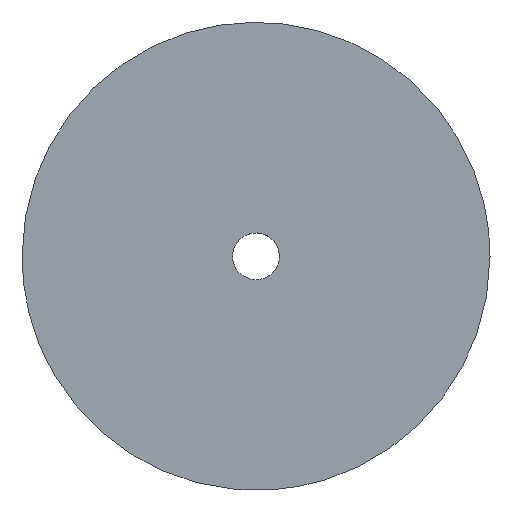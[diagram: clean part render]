
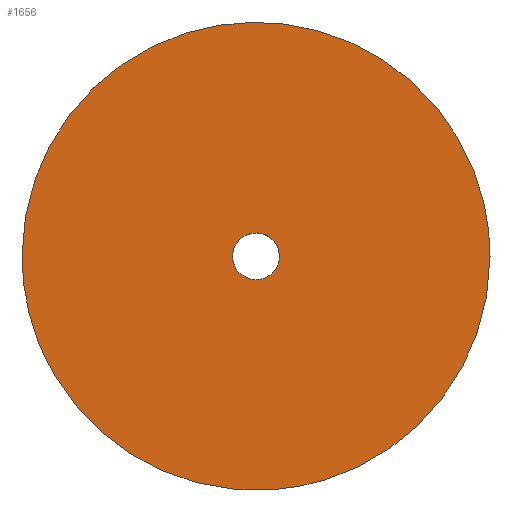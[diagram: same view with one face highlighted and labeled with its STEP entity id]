
A CAD part, top view. The second image highlights one B-rep face of the part: STEP entity #1656.
In plain terms, the highlighted free-form (B-spline) face has degree [1, 1] with [2, 2] control points.
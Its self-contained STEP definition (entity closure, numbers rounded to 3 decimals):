
#720=CARTESIAN_POINT('',(1.177,-14.954,15.));
#721=VERTEX_POINT('',#720);
#727=CARTESIAN_POINT('',(-13.948,-5.519,15.));
#728=VERTEX_POINT('',#727);
#729=CARTESIAN_POINT('',(1.177,-14.954,15.));
#730=CARTESIAN_POINT('',(0.589,-15.,15.));
#731=CARTESIAN_POINT('',(0.,-15.,15.));
#732=CARTESIAN_POINT('',(-10.197,-15.,15.));
#733=CARTESIAN_POINT('',(-13.948,-5.519,15.));
#741=(BOUNDED_CURVE()B_SPLINE_CURVE(2,(#729,#730,#731,#732,#733),.UNSPECIFIED.,.F.,.U.)B_SPLINE_CURVE_WITH_KNOTS((3,2,3),(0.736,0.75,0.938),.UNSPECIFIED.)CURVE()GEOMETRIC_REPRESENTATION_ITEM()RATIONAL_B_SPLINE_CURVE((0.97,0.984,1.0,0.78,0.89))REPRESENTATION_ITEM(''));
#742=EDGE_CURVE('',#721,#728,#741,.T.);
#794=CARTESIAN_POINT('',(-15.0,0.0,15.0));
#795=VERTEX_POINT('',#794);
#796=CARTESIAN_POINT('',(-13.948,-5.519,15.));
#797=CARTESIAN_POINT('',(-15.,-2.86,15.));
#798=CARTESIAN_POINT('',(-15.0,0.0,15.0));
#806=(BOUNDED_CURVE()B_SPLINE_CURVE(2,(#796,#797,#798),.UNSPECIFIED.,.F.,.U.)B_SPLINE_CURVE_WITH_KNOTS((3,3),(0.938,1.0),.UNSPECIFIED.)CURVE()GEOMETRIC_REPRESENTATION_ITEM()RATIONAL_B_SPLINE_CURVE((0.89,0.927,1.0))REPRESENTATION_ITEM(''));
#807=EDGE_CURVE('',#728,#795,#806,.T.);
#809=CARTESIAN_POINT('',(15.0,0.0,15.0));
#810=VERTEX_POINT('',#809);
#811=CARTESIAN_POINT('',(-15.0,0.0,15.0));
#812=CARTESIAN_POINT('',(-15.,15.,15.));
#813=CARTESIAN_POINT('',(0.0,15.0,15.0));
#814=CARTESIAN_POINT('',(15.,15.,15.));
#815=CARTESIAN_POINT('',(15.0,0.0,15.0));
#823=(BOUNDED_CURVE()B_SPLINE_CURVE(2,(#811,#812,#813,#814,#815),.UNSPECIFIED.,.F.,.U.)B_SPLINE_CURVE_WITH_KNOTS((3,2,3),(0.0,0.25,0.5),.UNSPECIFIED.)CURVE()GEOMETRIC_REPRESENTATION_ITEM()RATIONAL_B_SPLINE_CURVE((1.0,0.707,1.0,0.707,1.0))REPRESENTATION_ITEM(''));
#824=EDGE_CURVE('',#795,#810,#823,.T.);
#826=CARTESIAN_POINT('',(15.0,0.0,15.0));
#827=CARTESIAN_POINT('',(15.,-13.866,15.));
#828=CARTESIAN_POINT('',(1.177,-14.954,15.));
#836=(BOUNDED_CURVE()B_SPLINE_CURVE(2,(#826,#827,#828),.UNSPECIFIED.,.F.,.U.)B_SPLINE_CURVE_WITH_KNOTS((3,3),(0.5,0.736),.UNSPECIFIED.)CURVE()GEOMETRIC_REPRESENTATION_ITEM()RATIONAL_B_SPLINE_CURVE((1.0,0.723,0.97))REPRESENTATION_ITEM(''));
#837=EDGE_CURVE('',#810,#721,#836,.T.);
#925=CARTESIAN_POINT('',(-0.177,1.49,15.0));
#926=VERTEX_POINT('',#925);
#927=CARTESIAN_POINT('',(1.5,0.0,15.0));
#928=VERTEX_POINT('',#927);
#929=CARTESIAN_POINT('',(-0.177,1.49,15.));
#930=CARTESIAN_POINT('',(-0.089,1.5,15.0));
#931=CARTESIAN_POINT('',(0.0,1.5,15.0));
#932=CARTESIAN_POINT('',(1.5,1.5,15.));
#933=CARTESIAN_POINT('',(1.5,0.0,15.0));
#941=(BOUNDED_CURVE()B_SPLINE_CURVE(2,(#929,#930,#931,#932,#933),.UNSPECIFIED.,.F.,.U.)B_SPLINE_CURVE_WITH_KNOTS((3,2,3),(0.23,0.25,0.5),.UNSPECIFIED.)CURVE()GEOMETRIC_REPRESENTATION_ITEM()RATIONAL_B_SPLINE_CURVE((0.956,0.976,1.0,0.707,1.0))REPRESENTATION_ITEM(''));
#942=EDGE_CURVE('',#926,#928,#941,.T.);
#983=CARTESIAN_POINT('',(0.092,-1.497,15.0));
#984=VERTEX_POINT('',#983);
#990=CARTESIAN_POINT('',(1.5,0.0,15.0));
#991=CARTESIAN_POINT('',(1.5,-1.411,15.));
#992=CARTESIAN_POINT('',(0.092,-1.497,15.0));
#1000=(BOUNDED_CURVE()B_SPLINE_CURVE(2,(#990,#991,#992),.UNSPECIFIED.,.F.,.U.)B_SPLINE_CURVE_WITH_KNOTS((3,3),(0.5,0.739),.UNSPECIFIED.)CURVE()GEOMETRIC_REPRESENTATION_ITEM()RATIONAL_B_SPLINE_CURVE((1.0,0.72,0.976))REPRESENTATION_ITEM(''));
#1001=EDGE_CURVE('',#928,#984,#1000,.T.);
#1024=CARTESIAN_POINT('',(-1.5,0.0,15.0));
#1025=VERTEX_POINT('',#1024);
#1026=CARTESIAN_POINT('',(-1.5,0.0,15.0));
#1027=CARTESIAN_POINT('',(-1.5,1.332,15.));
#1028=CARTESIAN_POINT('',(-0.177,1.49,15.));
#1036=(BOUNDED_CURVE()B_SPLINE_CURVE(2,(#1026,#1027,#1028),.UNSPECIFIED.,.F.,.U.)B_SPLINE_CURVE_WITH_KNOTS((3,3),(0.0,0.23),.UNSPECIFIED.)CURVE()GEOMETRIC_REPRESENTATION_ITEM()RATIONAL_B_SPLINE_CURVE((1.0,0.731,0.956))REPRESENTATION_ITEM(''));
#1037=EDGE_CURVE('',#1025,#926,#1036,.T.);
#1039=CARTESIAN_POINT('',(0.092,-1.497,15.0));
#1040=CARTESIAN_POINT('',(0.046,-1.5,15.0));
#1041=CARTESIAN_POINT('',(0.0,-1.5,15.0));
#1042=CARTESIAN_POINT('',(-1.5,-1.5,15.));
#1043=CARTESIAN_POINT('',(-1.5,0.0,15.0));
#1051=(BOUNDED_CURVE()B_SPLINE_CURVE(2,(#1039,#1040,#1041,#1042,#1043),.UNSPECIFIED.,.F.,.U.)B_SPLINE_CURVE_WITH_KNOTS((3,2,3),(0.739,0.75,1.0),.UNSPECIFIED.)CURVE()GEOMETRIC_REPRESENTATION_ITEM()RATIONAL_B_SPLINE_CURVE((0.976,0.988,1.0,0.707,1.0))REPRESENTATION_ITEM(''));
#1052=EDGE_CURVE('',#984,#1025,#1051,.T.);
#1639=CARTESIAN_POINT('',(16.498,-16.498,15.0));
#1640=CARTESIAN_POINT('',(-16.499,-16.498,15.0));
#1641=CARTESIAN_POINT('',(16.498,16.498,15.0));
#1642=CARTESIAN_POINT('',(-16.499,16.498,15.0));
#1643=B_SPLINE_SURFACE_WITH_KNOTS('',1,1,((#1639,#1641),(#1640,#1642)),.UNSPECIFIED.,.F.,.F.,.U.,(2,2),(2,2),(0.0,32.997),(0.0,32.997),.UNSPECIFIED.);
#1644=ORIENTED_EDGE('',*,*,#807,.F.);
#1645=ORIENTED_EDGE('',*,*,#742,.F.);
#1646=ORIENTED_EDGE('',*,*,#837,.F.);
#1647=ORIENTED_EDGE('',*,*,#824,.F.);
#1648=EDGE_LOOP('',(#1644,#1645,#1646,#1647));
#1649=FACE_OUTER_BOUND('',#1648,.T.);
#1650=ORIENTED_EDGE('',*,*,#1001,.T.);
#1651=ORIENTED_EDGE('',*,*,#1052,.T.);
#1652=ORIENTED_EDGE('',*,*,#1037,.T.);
#1653=ORIENTED_EDGE('',*,*,#942,.T.);
#1654=EDGE_LOOP('',(#1650,#1651,#1652,#1653));
#1655=FACE_BOUND('',#1654,.T.);
#1656=ADVANCED_FACE('',(#1649,#1655),#1643,.F.);
